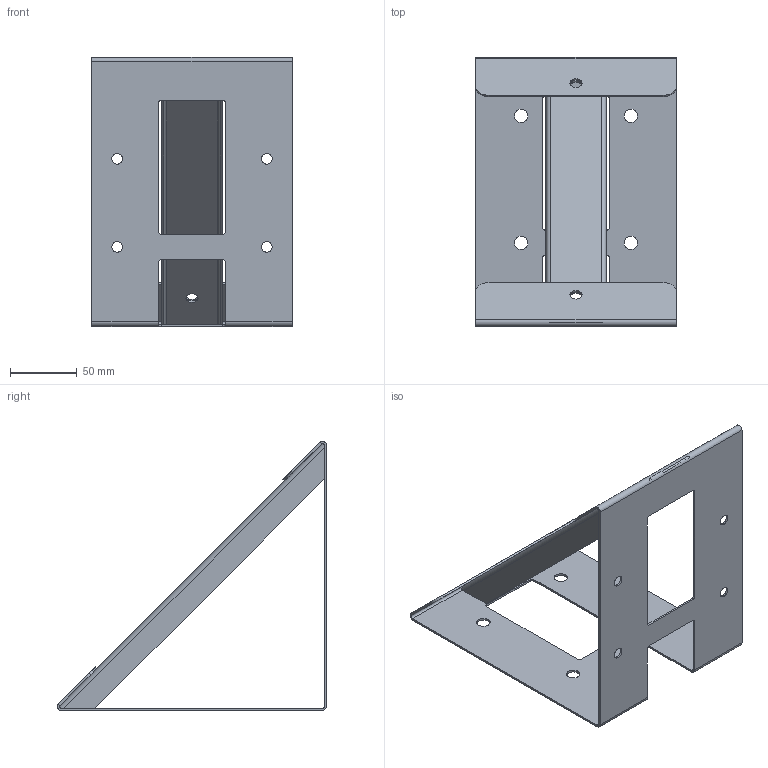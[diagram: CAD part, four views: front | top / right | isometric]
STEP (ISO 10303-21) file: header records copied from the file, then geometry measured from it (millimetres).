
FILE_DESCRIPTION(/* description */ ('Unknown'),/* implementation_level */ '2;1');
FILE_NAME(/* name */ 'Wandkonsole_für_Anovi HPV',/* time_stamp */ '2021-01-12T10:32:44+01:00',/* author */ ('Unknown'),/* organization */ ('Unknown'),/* preprocessor_version */ 'ST-DEVELOPER v16.7',/* originating_system */ 'Solid Edge',/* authorisation */ 'Unknown');
FILE_SCHEMA (('AUTOMOTIVE_DESIGN {1 0 10303 214 3 1 1}'));
Length unit declared in the file: millimetre
Products named in the file (3): Zusammenbau_Wandkonsole_f黵_An___-_00451415; 30763_105000012_Strebe_f黵_Wandkonsole_Anovi___-_00451422; 31757_105000011_Wandkonsole_f黵_Anovi_HPV_1_1_-_00451307
Assembly tree (2 placements, depth 2):
  Zusammenbau_Wandkonsole_f黵_An___-_00451415
    30763_105000012_Strebe_f黵_Wandkonsole_Anovi___-_00451422
    31757_105000011_Wandkonsole_f黵_Anovi_HPV_1_1_-_00451307
Bounding box: 150 x 201.25 x 201.25 mm (x, y, z)
Volume: 117115.5 mm3; surface area: 160883.9 mm2
Topology: 2 solids, 2 shells, 78 faces, 232 edges, 156 vertices
Faces by surface type: cylinder 40, plane 38
Full cylindrical faces by diameter (mm): 8 x4, 9 x4, 10 x4
Entity records: 2655 total; most frequent: DIRECTION 458, CARTESIAN_POINT 441, ORIENTED_EDGE 424, EDGE_CURVE 212, AXIS2_PLACEMENT_3D 165, VERTEX_POINT 148, LINE 128, VECTOR 128
